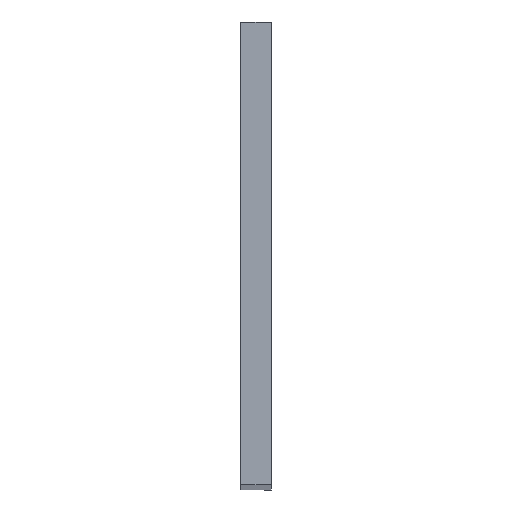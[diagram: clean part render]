
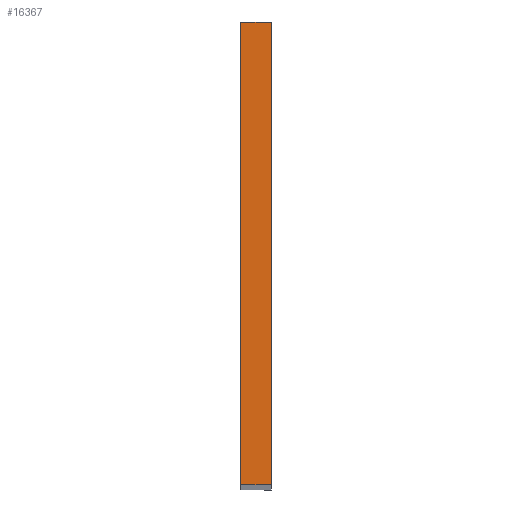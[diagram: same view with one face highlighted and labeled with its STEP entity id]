
A CAD part, top view. The second image highlights one B-rep face of the part: STEP entity #16367.
In plain terms, the highlighted planar face has unit normal (0, 0, 1).
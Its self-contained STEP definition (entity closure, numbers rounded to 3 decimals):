
#29 = EDGE_CURVE ( 'NONE', #6471, #19380, #466, .T. ) ;
#175 = ORIENTED_EDGE ( 'NONE', *, *, #2771, .T. ) ;
#300 = DIRECTION ( 'NONE',  ( 1., 0., 0. ) ) ;
#465 = VECTOR ( 'NONE', #3455, 1000. ) ;
#466 = LINE ( 'NONE', #11608, #22782 ) ;
#928 = CARTESIAN_POINT ( 'NONE',  ( 19.5, -22.5, 140. ) ) ;
#1052 = EDGE_LOOP ( 'NONE', ( #175, #12403, #21747, #16728 ) ) ;
#2771 = EDGE_CURVE ( 'NONE', #6471, #14680, #28452, .T. ) ;
#3455 = DIRECTION ( 'NONE',  ( 1., 0., 0. ) ) ;
#5655 = DIRECTION ( 'NONE',  ( 0., -1., 0. ) ) ;
#6034 = FACE_OUTER_BOUND ( 'NONE', #1052, .T. ) ;
#6300 = CARTESIAN_POINT ( 'NONE',  ( 22.5, 22.5, 140. ) ) ;
#6402 = LINE ( 'NONE', #19858, #15787 ) ;
#6471 = VERTEX_POINT ( 'NONE', #28188 ) ;
#7621 = EDGE_CURVE ( 'NONE', #14680, #10117, #10525, .T. ) ;
#10052 = CARTESIAN_POINT ( 'NONE',  ( 22.5, -22.5, 140. ) ) ;
#10117 = VERTEX_POINT ( 'NONE', #10052 ) ;
#10263 = AXIS2_PLACEMENT_3D ( 'NONE', #18303, #13792, #300 ) ;
#10469 = CARTESIAN_POINT ( 'NONE',  ( 19.5, 16.5, 140. ) ) ;
#10525 = LINE ( 'NONE', #928, #465 ) ;
#11608 = CARTESIAN_POINT ( 'NONE',  ( 19.5, 22.5, 140. ) ) ;
#12403 = ORIENTED_EDGE ( 'NONE', *, *, #7621, .T. ) ;
#13792 = DIRECTION ( 'NONE',  ( 0., 0., 1. ) ) ;
#13898 = PLANE ( 'NONE',  #10263 ) ;
#14680 = VERTEX_POINT ( 'NONE', #14847 ) ;
#14847 = CARTESIAN_POINT ( 'NONE',  ( 19.5, -22.5, 140. ) ) ;
#15787 = VECTOR ( 'NONE', #24501, 1000. ) ;
#16367 = ADVANCED_FACE ( 'NONE', ( #6034 ), #13898, .T. ) ;
#16728 = ORIENTED_EDGE ( 'NONE', *, *, #29, .F. ) ;
#18303 = CARTESIAN_POINT ( 'NONE',  ( 0., 0., 140. ) ) ;
#19380 = VERTEX_POINT ( 'NONE', #6300 ) ;
#19858 = CARTESIAN_POINT ( 'NONE',  ( 22.5, -22.5, 140. ) ) ;
#21747 = ORIENTED_EDGE ( 'NONE', *, *, #24997, .T. ) ;
#22782 = VECTOR ( 'NONE', #25231, 1000. ) ;
#24501 = DIRECTION ( 'NONE',  ( 0., 1., 0. ) ) ;
#24997 = EDGE_CURVE ( 'NONE', #10117, #19380, #6402, .T. ) ;
#25231 = DIRECTION ( 'NONE',  ( 1., 0., 0. ) ) ;
#28104 = VECTOR ( 'NONE', #5655, 1000. ) ;
#28188 = CARTESIAN_POINT ( 'NONE',  ( 19.5, 22.5, 140. ) ) ;
#28452 = LINE ( 'NONE', #10469, #28104 ) ;
